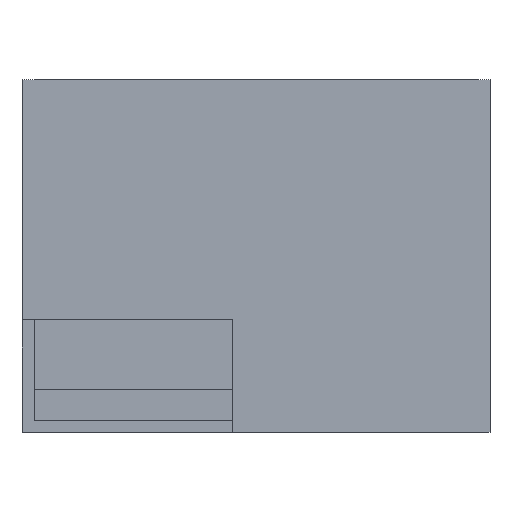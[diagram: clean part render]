
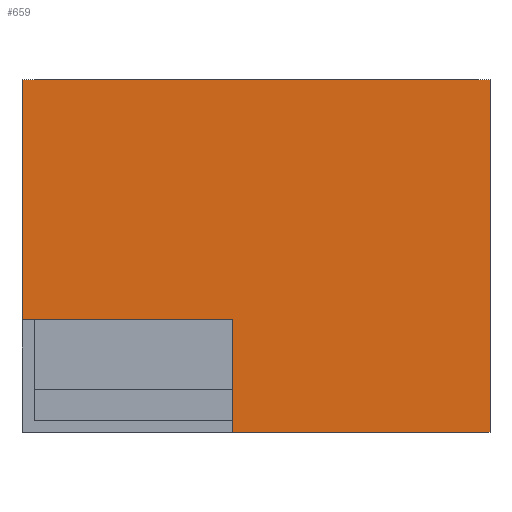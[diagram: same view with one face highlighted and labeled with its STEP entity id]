
A CAD part, top view. The second image highlights one B-rep face of the part: STEP entity #659.
In plain terms, the highlighted planar face has unit normal (0, 0, 1).
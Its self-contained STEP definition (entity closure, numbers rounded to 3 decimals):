
#10 = CARTESIAN_POINT ( 'NONE',  ( 77., 58., 27. ) ) ;
#47 = VERTEX_POINT ( 'NONE', #1589 ) ;
#68 = DIRECTION ( 'NONE',  ( 1., 0., 0. ) ) ;
#75 = VECTOR ( 'NONE', #346, 1000. ) ;
#100 = VERTEX_POINT ( 'NONE', #1250 ) ;
#115 = ORIENTED_EDGE ( 'NONE', *, *, #594, .T. ) ;
#131 = VECTOR ( 'NONE', #850, 1000. ) ;
#161 = DIRECTION ( 'NONE',  ( 0., 0., 1. ) ) ;
#240 = DIRECTION ( 'NONE',  ( 1., 0., 0. ) ) ;
#309 = DIRECTION ( 'NONE',  ( 0., -1., 0. ) ) ;
#338 = EDGE_LOOP ( 'NONE', ( #115, #1182, #1093, #576, #539, #765 ) ) ;
#346 = DIRECTION ( 'NONE',  ( 0., 1., 0. ) ) ;
#370 = EDGE_CURVE ( 'NONE', #1619, #1238, #564, .T. ) ;
#383 = DIRECTION ( 'NONE',  ( -1., 0., 0. ) ) ;
#441 = EDGE_CURVE ( 'NONE', #100, #1056, #1216, .T. ) ;
#455 = VERTEX_POINT ( 'NONE', #1596 ) ;
#462 = CARTESIAN_POINT ( 'NONE',  ( 0., 58., 27. ) ) ;
#486 = LINE ( 'NONE', #753, #1261 ) ;
#487 = VECTOR ( 'NONE', #383, 1000. ) ;
#511 = VECTOR ( 'NONE', #309, 1000. ) ;
#517 = CARTESIAN_POINT ( 'NONE',  ( 77., 58., 27. ) ) ;
#539 = ORIENTED_EDGE ( 'NONE', *, *, #1025, .T. ) ;
#564 = LINE ( 'NONE', #1441, #511 ) ;
#576 = ORIENTED_EDGE ( 'NONE', *, *, #370, .T. ) ;
#594 = EDGE_CURVE ( 'NONE', #1056, #455, #1145, .T. ) ;
#658 = VECTOR ( 'NONE', #240, 1000. ) ;
#659 = ADVANCED_FACE ( 'NONE', ( #1196 ), #1310, .T. ) ;
#675 = CARTESIAN_POINT ( 'NONE',  ( 34.7, 18.5, 27. ) ) ;
#753 = CARTESIAN_POINT ( 'NONE',  ( 0., 18.5, 27. ) ) ;
#765 = ORIENTED_EDGE ( 'NONE', *, *, #441, .T. ) ;
#784 = CARTESIAN_POINT ( 'NONE',  ( 0., 0., 27. ) ) ;
#840 = LINE ( 'NONE', #462, #131 ) ;
#842 = EDGE_CURVE ( 'NONE', #455, #47, #840, .T. ) ;
#850 = DIRECTION ( 'NONE',  ( 0., -1., 0. ) ) ;
#860 = LINE ( 'NONE', #1368, #658 ) ;
#935 = EDGE_CURVE ( 'NONE', #47, #1619, #486, .T. ) ;
#936 = AXIS2_PLACEMENT_3D ( 'NONE', #784, #161, #68 ) ;
#1025 = EDGE_CURVE ( 'NONE', #1238, #100, #860, .T. ) ;
#1056 = VERTEX_POINT ( 'NONE', #517 ) ;
#1093 = ORIENTED_EDGE ( 'NONE', *, *, #935, .T. ) ;
#1145 = LINE ( 'NONE', #10, #487 ) ;
#1182 = ORIENTED_EDGE ( 'NONE', *, *, #842, .T. ) ;
#1196 = FACE_OUTER_BOUND ( 'NONE', #338, .T. ) ;
#1216 = LINE ( 'NONE', #1489, #75 ) ;
#1238 = VERTEX_POINT ( 'NONE', #1326 ) ;
#1250 = CARTESIAN_POINT ( 'NONE',  ( 77., 0., 27. ) ) ;
#1261 = VECTOR ( 'NONE', #1263, 1000. ) ;
#1263 = DIRECTION ( 'NONE',  ( 1., 0., 0. ) ) ;
#1310 = PLANE ( 'NONE',  #936 ) ;
#1326 = CARTESIAN_POINT ( 'NONE',  ( 34.7, 0., 27. ) ) ;
#1368 = CARTESIAN_POINT ( 'NONE',  ( 34.7, 0., 27. ) ) ;
#1441 = CARTESIAN_POINT ( 'NONE',  ( 34.7, 18.5, 27. ) ) ;
#1489 = CARTESIAN_POINT ( 'NONE',  ( 77., 0., 27. ) ) ;
#1589 = CARTESIAN_POINT ( 'NONE',  ( 0., 18.5, 27. ) ) ;
#1596 = CARTESIAN_POINT ( 'NONE',  ( 0., 58., 27. ) ) ;
#1619 = VERTEX_POINT ( 'NONE', #675 ) ;
